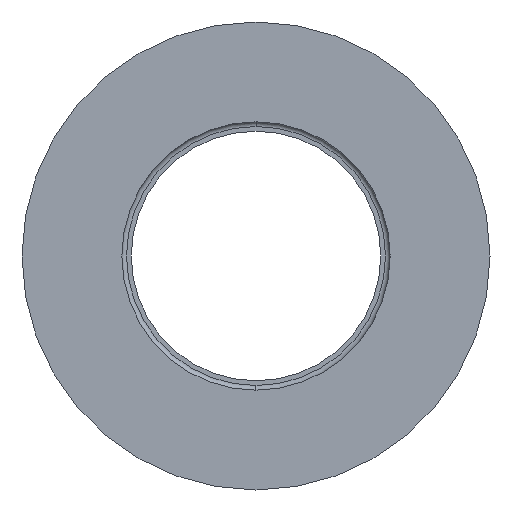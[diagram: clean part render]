
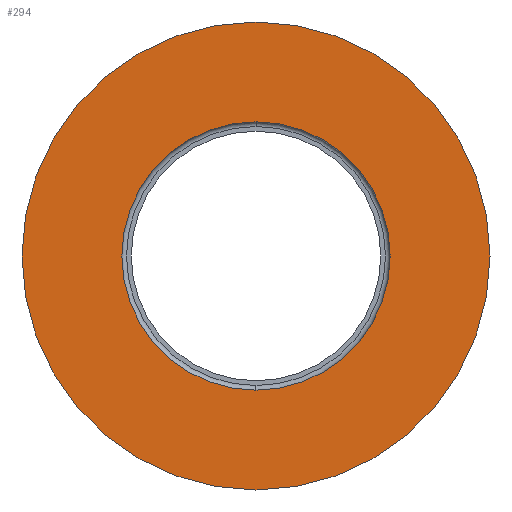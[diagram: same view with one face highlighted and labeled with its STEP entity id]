
A CAD part, left-side view. The second image highlights one B-rep face of the part: STEP entity #294.
In plain terms, the highlighted planar face has unit normal (-1, 0, 0).
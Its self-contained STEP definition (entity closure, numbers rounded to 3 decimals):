
#10 = FACE_BOUND ( 'NONE', #497, .T. ) ;
#27 = FACE_OUTER_BOUND ( 'NONE', #177, .T. ) ;
#60 = CIRCLE ( 'NONE', #391, 8.6 ) ;
#72 = EDGE_CURVE ( 'NONE', #191, #316, #334, .T. ) ;
#96 = EDGE_CURVE ( 'NONE', #316, #191, #267, .T. ) ;
#115 = CIRCLE ( 'NONE', #188, 8.6 ) ;
#125 = ORIENTED_EDGE ( 'NONE', *, *, #72, .T. ) ;
#174 = VERTEX_POINT ( 'NONE', #383 ) ;
#177 = EDGE_LOOP ( 'NONE', ( #234, #125 ) ) ;
#188 = AXIS2_PLACEMENT_3D ( 'NONE', #413, #412, #386 ) ;
#191 = VERTEX_POINT ( 'NONE', #339 ) ;
#225 = PLANE ( 'NONE',  #238 ) ;
#234 = ORIENTED_EDGE ( 'NONE', *, *, #96, .T. ) ;
#238 = AXIS2_PLACEMENT_3D ( 'NONE', #277, #352, #335 ) ;
#267 = CIRCLE ( 'NONE', #397, 15. ) ;
#276 = EDGE_CURVE ( 'NONE', #304, #174, #60, .T. ) ;
#277 = CARTESIAN_POINT ( 'NONE',  ( 0., 0., -8.6 ) ) ;
#287 = ORIENTED_EDGE ( 'NONE', *, *, #276, .F. ) ;
#294 = ADVANCED_FACE ( 'NONE', ( #10, #27 ), #225, .F. ) ;
#304 = VERTEX_POINT ( 'NONE', #379 ) ;
#316 = VERTEX_POINT ( 'NONE', #375 ) ;
#334 = CIRCLE ( 'NONE', #449, 15. ) ;
#335 = DIRECTION ( 'NONE',  ( 0., 0., -1. ) ) ;
#339 = CARTESIAN_POINT ( 'NONE',  ( 0., 0., -15. ) ) ;
#352 = DIRECTION ( 'NONE',  ( 1., 0., 0. ) ) ;
#355 = DIRECTION ( 'NONE',  ( -1., 0., 0. ) ) ;
#375 = CARTESIAN_POINT ( 'NONE',  ( 0., 0., 15. ) ) ;
#379 = CARTESIAN_POINT ( 'NONE',  ( 0., 0., 8.6 ) ) ;
#383 = CARTESIAN_POINT ( 'NONE',  ( 0., 0., -8.6 ) ) ;
#386 = DIRECTION ( 'NONE',  ( 0., 0., 1. ) ) ;
#391 = AXIS2_PLACEMENT_3D ( 'NONE', #457, #355, #441 ) ;
#397 = AXIS2_PLACEMENT_3D ( 'NONE', #479, #495, #496 ) ;
#412 = DIRECTION ( 'NONE',  ( -1., 0., 0. ) ) ;
#413 = CARTESIAN_POINT ( 'NONE',  ( 0., 0., 0. ) ) ;
#428 = CARTESIAN_POINT ( 'NONE',  ( 0., 0., 0. ) ) ;
#429 = DIRECTION ( 'NONE',  ( -1., 0., 0. ) ) ;
#430 = DIRECTION ( 'NONE',  ( 0., 0., 1. ) ) ;
#433 = EDGE_CURVE ( 'NONE', #174, #304, #115, .T. ) ;
#441 = DIRECTION ( 'NONE',  ( 0., 0., 1. ) ) ;
#449 = AXIS2_PLACEMENT_3D ( 'NONE', #428, #429, #430 ) ;
#457 = CARTESIAN_POINT ( 'NONE',  ( 0., 0., 0. ) ) ;
#479 = CARTESIAN_POINT ( 'NONE',  ( 0., 0., 0. ) ) ;
#495 = DIRECTION ( 'NONE',  ( -1., 0., 0. ) ) ;
#496 = DIRECTION ( 'NONE',  ( 0., 0., 1. ) ) ;
#497 = EDGE_LOOP ( 'NONE', ( #287, #542 ) ) ;
#542 = ORIENTED_EDGE ( 'NONE', *, *, #433, .F. ) ;
